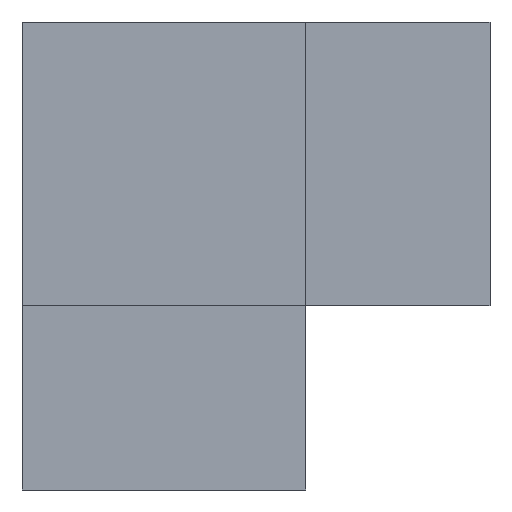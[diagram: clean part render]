
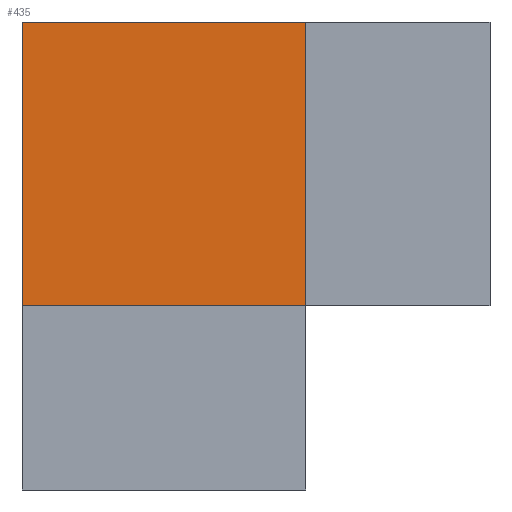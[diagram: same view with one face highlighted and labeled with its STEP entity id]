
A CAD part, front view. The second image highlights one B-rep face of the part: STEP entity #435.
In plain terms, the highlighted planar face has unit normal (0, -1, 0).
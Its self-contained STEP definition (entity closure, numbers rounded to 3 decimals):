
#309=CARTESIAN_POINT('',(0.0,0.0,10.0));
#310=VERTEX_POINT('',#309);
#311=CARTESIAN_POINT('',(0.0,0.0,0.0));
#312=VERTEX_POINT('',#311);
#313=CARTESIAN_POINT('',(0.0,0.0,10.0));
#314=DIRECTION('',(0.0,0.0,-1.0));
#315=VECTOR('',#314,10.0);
#316=LINE('',#313,#315);
#317=EDGE_CURVE('',#310,#312,#316,.T.);
#340=CARTESIAN_POINT('',(-10.0,0.0,10.0));
#341=VERTEX_POINT('',#340);
#342=CARTESIAN_POINT('',(-10.0,0.0,10.0));
#343=DIRECTION('',(1.0,0.0,0.0));
#344=VECTOR('',#343,10.0);
#345=LINE('',#342,#344);
#346=EDGE_CURVE('',#341,#310,#345,.T.);
#371=CARTESIAN_POINT('',(-10.0,0.0,0.0));
#372=VERTEX_POINT('',#371);
#373=CARTESIAN_POINT('',(-10.0,0.0,0.0));
#374=DIRECTION('',(0.0,0.0,1.0));
#375=VECTOR('',#374,10.0);
#376=LINE('',#373,#375);
#377=EDGE_CURVE('',#372,#341,#376,.T.);
#400=CARTESIAN_POINT('',(0.0,0.0,0.0));
#401=DIRECTION('',(-1.0,0.0,0.0));
#402=VECTOR('',#401,10.0);
#403=LINE('',#400,#402);
#404=EDGE_CURVE('',#312,#372,#403,.T.);
#424=CARTESIAN_POINT('',(-5.0,0.0,5.0));
#425=DIRECTION('',(0.0,1.0,0.0));
#426=DIRECTION('',(0.0,0.0,1.0));
#427=AXIS2_PLACEMENT_3D('',#424,#425,#426);
#428=PLANE('',#427);
#429=ORIENTED_EDGE('',*,*,#404,.F.);
#430=ORIENTED_EDGE('',*,*,#317,.F.);
#431=ORIENTED_EDGE('',*,*,#346,.F.);
#432=ORIENTED_EDGE('',*,*,#377,.F.);
#433=EDGE_LOOP('',(#429,#430,#431,#432));
#434=FACE_OUTER_BOUND('',#433,.T.);
#435=ADVANCED_FACE('',(#434),#428,.F.);
